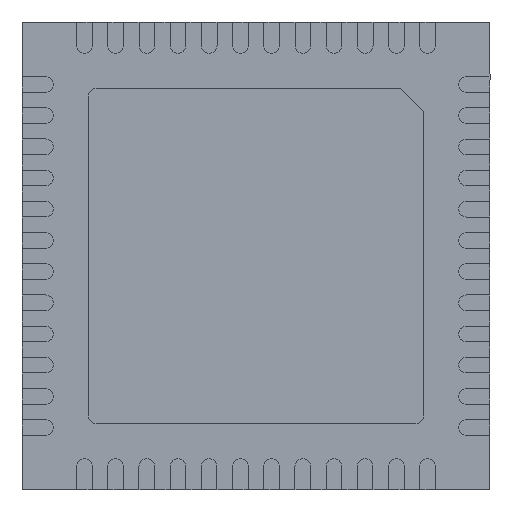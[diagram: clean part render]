
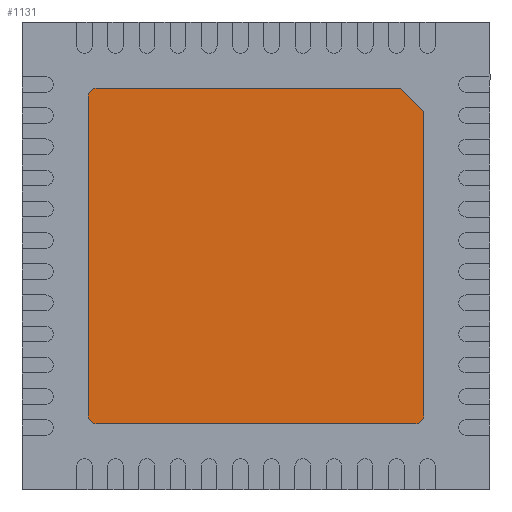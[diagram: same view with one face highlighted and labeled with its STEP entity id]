
A CAD part, front view. The second image highlights one B-rep face of the part: STEP entity #1131.
In plain terms, the highlighted planar face has unit normal (0, -1, 0).
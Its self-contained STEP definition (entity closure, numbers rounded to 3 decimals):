
#89 = VECTOR ( 'NONE', #1834, 1000. ) ;
#117 = CIRCLE ( 'NONE', #6168, 0.1 ) ;
#382 = ORIENTED_EDGE ( 'NONE', *, *, #8325, .T. ) ;
#445 = EDGE_CURVE ( 'NONE', #1117, #2758, #5332, .T. ) ;
#558 = CARTESIAN_POINT ( 'NONE',  ( 2.15, 0., 1.85 ) ) ;
#1117 = VERTEX_POINT ( 'NONE', #2114 ) ;
#1131 = ADVANCED_FACE ( 'NONE', ( #13093 ), #2169, .T. ) ;
#1212 = CARTESIAN_POINT ( 'NONE',  ( 1.85, 0., 2.15 ) ) ;
#1240 = CARTESIAN_POINT ( 'NONE',  ( -2.15, 0., 2.05 ) ) ;
#1290 = VERTEX_POINT ( 'NONE', #4956 ) ;
#1370 = CARTESIAN_POINT ( 'NONE',  ( 2.15, 0., 1.85 ) ) ;
#1592 = CIRCLE ( 'NONE', #9326, 0.1 ) ;
#1834 = DIRECTION ( 'NONE',  ( -0.707, 0., 0.707 ) ) ;
#2114 = CARTESIAN_POINT ( 'NONE',  ( 2.15, 0., -2.05 ) ) ;
#2169 = PLANE ( 'NONE',  #7438 ) ;
#2758 = VERTEX_POINT ( 'NONE', #1370 ) ;
#2810 = VECTOR ( 'NONE', #3204, 1000. ) ;
#3056 = ORIENTED_EDGE ( 'NONE', *, *, #9627, .T. ) ;
#3154 = VERTEX_POINT ( 'NONE', #15413 ) ;
#3204 = DIRECTION ( 'NONE',  ( 1., 0., 0. ) ) ;
#3557 = DIRECTION ( 'NONE',  ( 0., 0., 1. ) ) ;
#4569 = EDGE_LOOP ( 'NONE', ( #7201, #16096, #382, #16146, #15363, #12914, #9447, #3056 ) ) ;
#4956 = CARTESIAN_POINT ( 'NONE',  ( -2.05, 0., -2.15 ) ) ;
#4978 = CARTESIAN_POINT ( 'NONE',  ( 2.15, 0., -2.05 ) ) ;
#5332 = LINE ( 'NONE', #4978, #11951 ) ;
#5565 = CARTESIAN_POINT ( 'NONE',  ( -2.15, 0., -2.05 ) ) ;
#5861 = DIRECTION ( 'NONE',  ( 0., 0., -1. ) ) ;
#5938 = DIRECTION ( 'NONE',  ( 0., 0., -1. ) ) ;
#6168 = AXIS2_PLACEMENT_3D ( 'NONE', #15379, #12913, #9209 ) ;
#6811 = CARTESIAN_POINT ( 'NONE',  ( -2.05, 0., -2.15 ) ) ;
#7201 = ORIENTED_EDGE ( 'NONE', *, *, #9952, .T. ) ;
#7305 = CARTESIAN_POINT ( 'NONE',  ( 2.05, 0., -2.05 ) ) ;
#7321 = CARTESIAN_POINT ( 'NONE',  ( -2.15, 0., 2.05 ) ) ;
#7438 = AXIS2_PLACEMENT_3D ( 'NONE', #7305, #8404, #5938 ) ;
#7807 = VECTOR ( 'NONE', #11139, 1000. ) ;
#7808 = VERTEX_POINT ( 'NONE', #5565 ) ;
#8325 = EDGE_CURVE ( 'NONE', #2758, #3154, #10076, .T. ) ;
#8404 = DIRECTION ( 'NONE',  ( 0., -1., 0. ) ) ;
#8660 = DIRECTION ( 'NONE',  ( 0., 0., -1. ) ) ;
#8699 = CIRCLE ( 'NONE', #12581, 0.1 ) ;
#8862 = VECTOR ( 'NONE', #9994, 1000. ) ;
#9057 = LINE ( 'NONE', #1212, #8862 ) ;
#9209 = DIRECTION ( 'NONE',  ( 0., 0., -1. ) ) ;
#9326 = AXIS2_PLACEMENT_3D ( 'NONE', #11108, #9938, #8660 ) ;
#9447 = ORIENTED_EDGE ( 'NONE', *, *, #14677, .T. ) ;
#9545 = LINE ( 'NONE', #7321, #7807 ) ;
#9627 = EDGE_CURVE ( 'NONE', #1290, #9770, #13159, .T. ) ;
#9770 = VERTEX_POINT ( 'NONE', #10895 ) ;
#9897 = EDGE_CURVE ( 'NONE', #3154, #12176, #9057, .T. ) ;
#9938 = DIRECTION ( 'NONE',  ( 0., -1., 0. ) ) ;
#9952 = EDGE_CURVE ( 'NONE', #9770, #1117, #1592, .T. ) ;
#9988 = CARTESIAN_POINT ( 'NONE',  ( -2.05, 0., 2.15 ) ) ;
#9994 = DIRECTION ( 'NONE',  ( -1., 0., 0. ) ) ;
#10076 = LINE ( 'NONE', #558, #89 ) ;
#10895 = CARTESIAN_POINT ( 'NONE',  ( 2.05, 0., -2.15 ) ) ;
#11108 = CARTESIAN_POINT ( 'NONE',  ( 2.05, 0., -2.05 ) ) ;
#11139 = DIRECTION ( 'NONE',  ( 0., 0., -1. ) ) ;
#11951 = VECTOR ( 'NONE', #3557, 1000. ) ;
#12176 = VERTEX_POINT ( 'NONE', #9988 ) ;
#12581 = AXIS2_PLACEMENT_3D ( 'NONE', #14709, #13456, #5861 ) ;
#12696 = EDGE_CURVE ( 'NONE', #12712, #7808, #9545, .T. ) ;
#12712 = VERTEX_POINT ( 'NONE', #1240 ) ;
#12913 = DIRECTION ( 'NONE',  ( 0., -1., 0. ) ) ;
#12914 = ORIENTED_EDGE ( 'NONE', *, *, #12696, .T. ) ;
#13093 = FACE_OUTER_BOUND ( 'NONE', #4569, .T. ) ;
#13159 = LINE ( 'NONE', #6811, #2810 ) ;
#13369 = EDGE_CURVE ( 'NONE', #12176, #12712, #117, .T. ) ;
#13456 = DIRECTION ( 'NONE',  ( 0., -1., 0. ) ) ;
#14677 = EDGE_CURVE ( 'NONE', #7808, #1290, #8699, .T. ) ;
#14709 = CARTESIAN_POINT ( 'NONE',  ( -2.05, 0., -2.05 ) ) ;
#15363 = ORIENTED_EDGE ( 'NONE', *, *, #13369, .T. ) ;
#15379 = CARTESIAN_POINT ( 'NONE',  ( -2.05, 0., 2.05 ) ) ;
#15413 = CARTESIAN_POINT ( 'NONE',  ( 1.85, 0., 2.15 ) ) ;
#16096 = ORIENTED_EDGE ( 'NONE', *, *, #445, .T. ) ;
#16146 = ORIENTED_EDGE ( 'NONE', *, *, #9897, .T. ) ;
